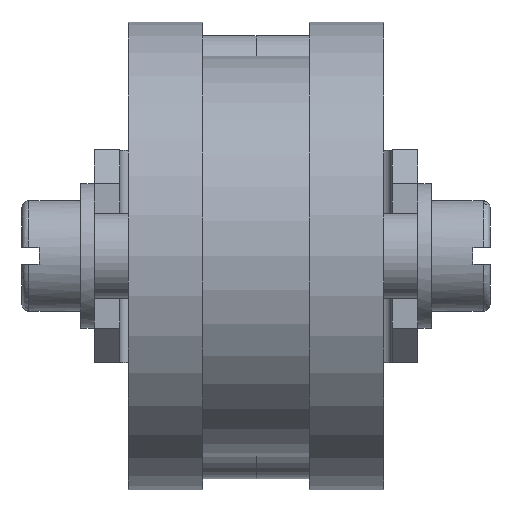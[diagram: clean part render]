
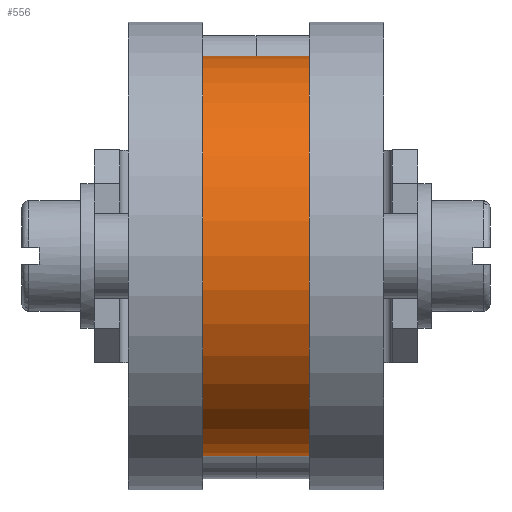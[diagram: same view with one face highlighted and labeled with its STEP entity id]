
A CAD part, top view. The second image highlights one B-rep face of the part: STEP entity #556.
In plain terms, the highlighted cylindrical face has radius 23.5 mm (diameter 47 mm), a partial arc.
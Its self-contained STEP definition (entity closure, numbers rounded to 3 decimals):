
#556=ADVANCED_FACE('',(#1571),#1572,.T.);
#1571=FACE_OUTER_BOUND('',#3121,.T.);
#1572=CYLINDRICAL_SURFACE('',#3122,23.5);
#3121=EDGE_LOOP('',(#4724,#4725,#4726,#4727));
#3122=AXIS2_PLACEMENT_3D('',#4728,#4729,#4730);
#4724=ORIENTED_EDGE('',*,*,#9047,.T.);
#4725=ORIENTED_EDGE('',*,*,#9052,.T.);
#4726=ORIENTED_EDGE('',*,*,#9049,.T.);
#4727=ORIENTED_EDGE('',*,*,#9053,.F.);
#4728=CARTESIAN_POINT('',(13.5,0.0,104.0));
#4729=DIRECTION('',(1.0,0.0,0.0));
#4730=DIRECTION('',(0.0,1.0,0.0));
#9047=EDGE_CURVE('',#10798,#10799,#10800,.T.);
#9049=EDGE_CURVE('',#10803,#10801,#10804,.T.);
#9052=EDGE_CURVE('',#10799,#10803,#10807,.T.);
#9053=EDGE_CURVE('',#10798,#10801,#10808,.T.);
#10798=VERTEX_POINT('',#13332);
#10799=VERTEX_POINT('',#13333);
#10800=LINE('',#13334,#13335);
#10801=VERTEX_POINT('',#13336);
#10803=VERTEX_POINT('',#13338);
#10804=LINE('',#13339,#13340);
#10807=CIRCLE('',#13343,23.5);
#10808=CIRCLE('',#13344,23.5);
#13332=CARTESIAN_POINT('',(19.75,23.5,104.0));
#13333=CARTESIAN_POINT('',(7.25,23.5,104.0));
#13334=CARTESIAN_POINT('',(13.5,23.5,104.0));
#13335=VECTOR('',#16880,1.0);
#13336=CARTESIAN_POINT('',(19.75,-23.5,104.0));
#13338=CARTESIAN_POINT('',(7.25,-23.5,104.0));
#13339=CARTESIAN_POINT('',(13.5,-23.5,104.0));
#13340=VECTOR('',#16884,1.0);
#13343=AXIS2_PLACEMENT_3D('',#16888,#16889,#16890);
#13344=AXIS2_PLACEMENT_3D('',#16891,#16892,#16893);
#16880=DIRECTION('',(-1.0,-0.0,-0.0));
#16884=DIRECTION('',(1.0,0.0,0.0));
#16888=CARTESIAN_POINT('',(7.25,0.0,104.0));
#16889=DIRECTION('',(1.0,0.0,0.0));
#16890=DIRECTION('',(0.0,1.0,0.0));
#16891=CARTESIAN_POINT('',(19.75,0.0,104.0));
#16892=DIRECTION('',(1.0,0.0,0.0));
#16893=DIRECTION('',(0.0,1.0,0.0));
